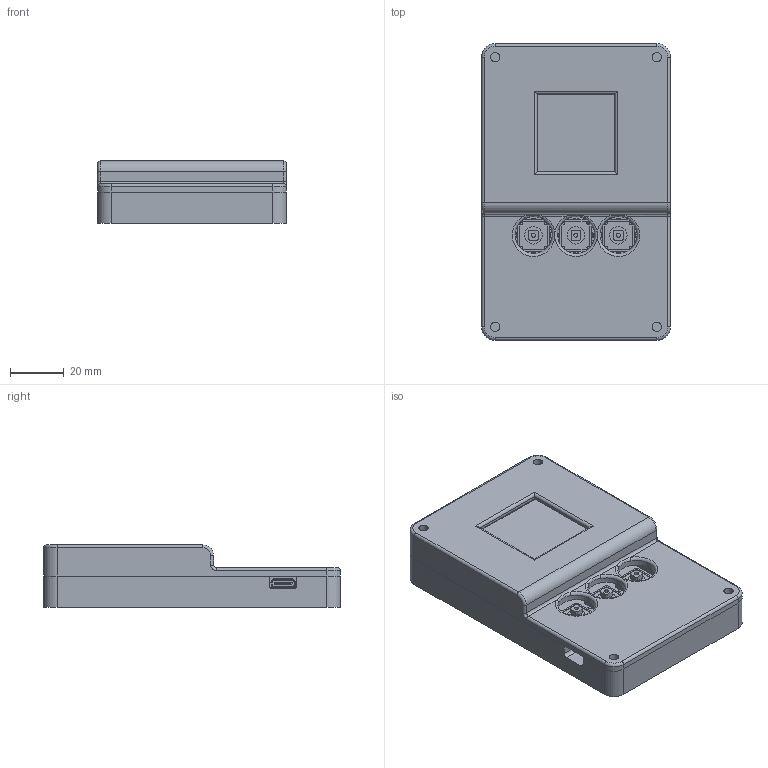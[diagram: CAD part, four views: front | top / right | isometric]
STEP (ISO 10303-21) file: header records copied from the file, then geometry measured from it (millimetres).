
FILE_DESCRIPTION(/* description */ (''),/* implementation_level */ '2;1');
FILE_NAME(/* name */ 'Full Model.step',/* time_stamp */ '2026-01-13T22:13:00-06:00',/* author */ (''),/* organization */ (''),/* preprocessor_version */ 'ST-DEVELOPER v20.1',/* originating_system */ 'Autodesk Translation Framework v14.21.0.0',/* authorisation */ '');
FILE_SCHEMA (('AUTOMOTIVE_DESIGN { 1 0 10303 214 3 1 1 }'));
Length unit declared in the file: millimetre
Products named in the file (48): 2026-01-10-23-10-08-059; 2026-01-12-02-58-35-687; 2026-01-12-02-58-35-688; 2026-01-12-02-58-35-689; 2026-01-12-02-58-35-690; 2026-01-12-02-58-35-691; 2026-01-12-02-58-35-692; 2026-01-12-02-58-35-693; 2026-01-12-02-58-35-694; 2026-01-12-02-58-35-695; 2026-01-12-02-58-35-696; 2026-01-12-02-58-35-697; 2026-01-12-02-58-35-698; 2026-01-12-02-58-35-699; 2026-01-12-02-58-35-700; 2026-01-12-02-58-35-701; 2026-01-12-02-58-35-702; 2026-01-12-02-58-35-703; 2026-01-12-02-58-35-704; 2026-01-12-02-58-35-705; 2026-01-12-02-58-35-706; 2026-01-12-02-58-35-707; 2026-01-12-02-58-35-708; 2026-01-12-02-58-35-709; 2026-01-12-02-58-35-710; 2026-01-12-02-58-35-711; 2026-01-12-02-58-35-712; 2026-01-12-02-58-35-713; 2026-01-12-02-58-35-714; 2026-01-12-02-58-35-716; 2026-01-12-02-58-35-715; 2026-01-13-21-29-48-935; 2026-01-13-21-29-48-935_1; 2026-01-13-21-29-48-935_2; 2026-01-13-21-29-48-936; 2026-01-13-21-29-48-936_1; 2026-01-13-21-29-48-936_2; 2026-01-13-21-29-48-936_3; 2026-01-13-21-29-48-936_4; 2026-01-13-21-29-48-936_5 ...
Assembly tree (58 placements, depth 5):
  2026-01-10-23-10-08-059
    2026-01-12-02-58-35-687
      2026-01-12-02-58-35-688
        2026-01-12-02-58-35-689
          2026-01-12-02-58-35-690
          2026-01-12-02-58-35-691
          2026-01-12-02-58-35-692
          2026-01-12-02-58-35-693
          2026-01-12-02-58-35-694
          2026-01-12-02-58-35-695
          2026-01-12-02-58-35-696
          2026-01-12-02-58-35-697
          2026-01-12-02-58-35-698
          2026-01-12-02-58-35-699
          2026-01-12-02-58-35-700
          2026-01-12-02-58-35-701
          2026-01-12-02-58-35-702
          2026-01-12-02-58-35-703
          2026-01-12-02-58-35-704
          2026-01-12-02-58-35-705
          2026-01-12-02-58-35-706
          2026-01-12-02-58-35-707
          2026-01-12-02-58-35-708
          2026-01-12-02-58-35-709
          2026-01-12-02-58-35-710
          2026-01-12-02-58-35-711
          2026-01-12-02-58-35-712
          2026-01-12-02-58-35-713
      2026-01-12-02-58-35-714
      2026-01-12-02-58-35-715  x2
      2026-01-12-02-58-35-716
    2026-01-13-21-29-48-935
      2026-01-13-21-29-48-935_1
      2026-01-13-21-29-48-935_2
      2026-01-13-21-29-48-936_7  x7
      2026-01-13-21-29-48-936
      2026-01-13-21-29-48-936_6  x2
      2026-01-13-21-29-48-936_1
      2026-01-13-21-29-48-936_2
      2026-01-13-21-29-48-936_5  x2
      2026-01-13-21-29-48-936_3
      2026-01-13-21-29-48-936_4
    2026-01-12-03-24-48-490
    2026-01-12-03-32-57-843  x3
    2026-01-13-23-14-12-420
      2026-01-13-23-14-12-421
      2026-01-13-23-14-12-422
    2026-01-10-21-27-16-548
Bounding box: 70 x 110 x 23 mm (x, y, z)
Volume: 101685.6 mm3; surface area: 60614.5 mm2
Topology: 132 solids, 174 shells, 2127 faces, 5710 edges, 3890 vertices
Faces by surface type: plane 1543, cylinder 482, sphere 63, torus 25, cone 9, bspline 5
Full cylindrical faces by diameter (mm): 0.5 x3, 0.6 x2, 0.7 x2, 0.75 x14, 0.832 x12, 0.84 x8, 0.889 x14, 1.07 x4, 1.086 x8, 1.1 x12, 1.5 x8, 1.524 x6, 1.65 x1, 1.9 x1, 2 x2, 2.2 x12, 3 x8, 3.4 x8, 4.7 x4, 6.5 x3, 13.8 x3
Entity records: 56440 total; most frequent: CARTESIAN_POINT 10127, DIRECTION 9254, ORIENTED_EDGE 8697, EDGE_CURVE 4657, LINE 3628, VECTOR 3628, VERTEX_POINT 3238, AXIS2_PLACEMENT_3D 2813
